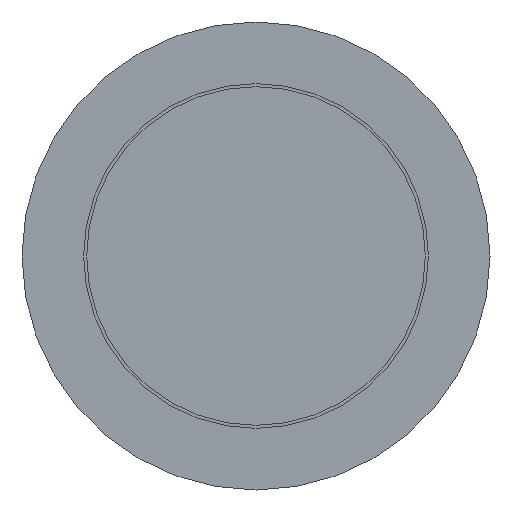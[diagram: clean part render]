
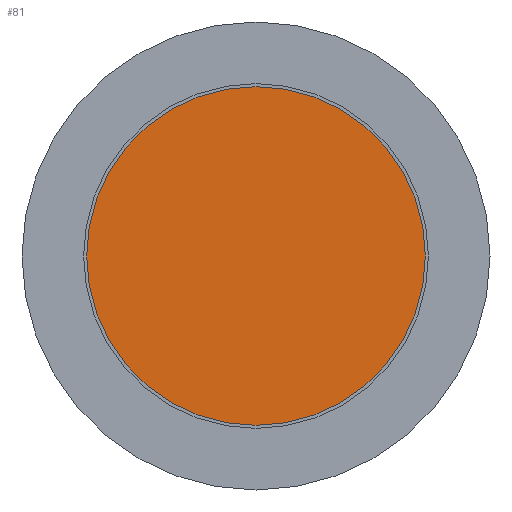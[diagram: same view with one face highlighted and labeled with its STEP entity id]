
A CAD part, front view. The second image highlights one B-rep face of the part: STEP entity #81.
In plain terms, the highlighted planar face has unit normal (0, -1, 0).
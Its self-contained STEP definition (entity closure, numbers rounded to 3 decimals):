
#24 = CIRCLE ( 'NONE', #359, 13.75 ) ;
#81 = ADVANCED_FACE ( 'NONE', ( #82 ), #291, .F. ) ;
#82 = FACE_OUTER_BOUND ( 'NONE', #526, .T. ) ;
#121 = CARTESIAN_POINT ( 'NONE',  ( -13.75, 0., 0. ) ) ;
#142 = AXIS2_PLACEMENT_3D ( 'NONE', #121, #255, #383 ) ;
#167 = DIRECTION ( 'NONE',  ( 0., 0., -1. ) ) ;
#254 = CARTESIAN_POINT ( 'NONE',  ( 0., 0., 0. ) ) ;
#255 = DIRECTION ( 'NONE',  ( 0., 1., 0. ) ) ;
#287 = CARTESIAN_POINT ( 'NONE',  ( 0., 0., -13.75 ) ) ;
#291 = PLANE ( 'NONE',  #142 ) ;
#329 = ORIENTED_EDGE ( 'NONE', *, *, #529, .T. ) ;
#359 = AXIS2_PLACEMENT_3D ( 'NONE', #254, #464, #167 ) ;
#382 = VERTEX_POINT ( 'NONE', #287 ) ;
#383 = DIRECTION ( 'NONE',  ( 0., 0., 1. ) ) ;
#464 = DIRECTION ( 'NONE',  ( 0., -1., 0. ) ) ;
#526 = EDGE_LOOP ( 'NONE', ( #329 ) ) ;
#529 = EDGE_CURVE ( 'NONE', #382, #382, #24, .T. ) ;
